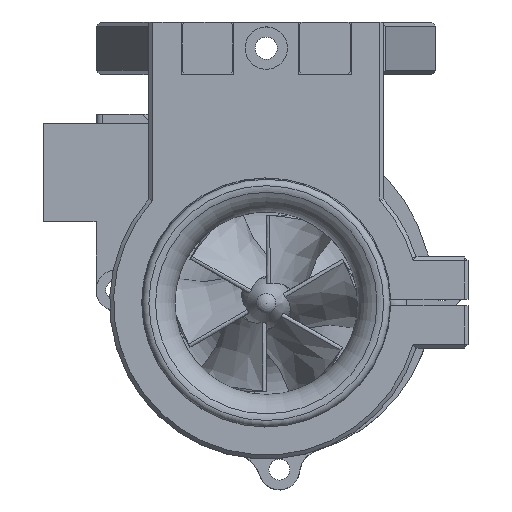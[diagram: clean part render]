
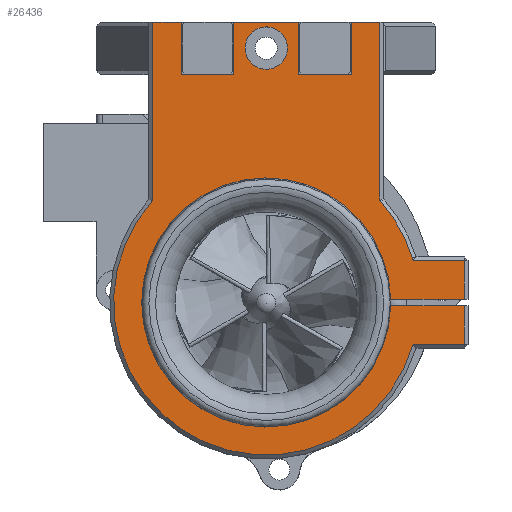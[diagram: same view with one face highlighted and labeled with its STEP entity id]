
A CAD part, top view. The second image highlights one B-rep face of the part: STEP entity #26436.
In plain terms, the highlighted planar face has unit normal (0, 0, 1).
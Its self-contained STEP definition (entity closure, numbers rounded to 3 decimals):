
#25794 = VERTEX_POINT('',#25795);
#25795 = CARTESIAN_POINT('',(-19.093,-0.5,8.));
#25801 = EDGE_CURVE('',#25794,#25802,#25804,.T.);
#25802 = VERTEX_POINT('',#25803);
#25803 = CARTESIAN_POINT('',(-30.356,-0.5,8.));
#25804 = LINE('',#25805,#25806);
#25805 = CARTESIAN_POINT('',(-19.093,-0.5,8.));
#25806 = VECTOR('',#25807,1.);
#25807 = DIRECTION('',(-1.,0.,0.));
#25861 = EDGE_CURVE('',#25794,#25862,#25864,.T.);
#25862 = VERTEX_POINT('',#25863);
#25863 = CARTESIAN_POINT('',(-19.093,0.5,8.));
#25864 = CIRCLE('',#25865,19.1);
#25865 = AXIS2_PLACEMENT_3D('',#25866,#25867,#25868);
#25866 = CARTESIAN_POINT('',(0.,0.,8.));
#25867 = DIRECTION('',(0.,0.,1.));
#25868 = DIRECTION('',(1.,0.,0.));
#25912 = EDGE_CURVE('',#25862,#25913,#25915,.T.);
#25913 = VERTEX_POINT('',#25914);
#25914 = CARTESIAN_POINT('',(-30.356,0.5,8.));
#25915 = LINE('',#25916,#25917);
#25916 = CARTESIAN_POINT('',(-19.093,0.5,8.));
#25917 = VECTOR('',#25918,1.);
#25918 = DIRECTION('',(-1.,0.,0.));
#25994 = VERTEX_POINT('',#25995);
#25995 = CARTESIAN_POINT('',(-17.4,-43.,8.));
#26001 = EDGE_CURVE('',#25994,#26002,#26004,.T.);
#26002 = VERTEX_POINT('',#26003);
#26003 = CARTESIAN_POINT('',(-13.,-43.,8.));
#26004 = LINE('',#26005,#26006);
#26005 = CARTESIAN_POINT('',(-18.,-43.,8.));
#26006 = VECTOR('',#26007,1.);
#26007 = DIRECTION('',(1.,0.,0.));
#26058 = EDGE_CURVE('',#26002,#26059,#26061,.T.);
#26059 = VERTEX_POINT('',#26060);
#26060 = CARTESIAN_POINT('',(-13.,-35.,8.));
#26061 = LINE('',#26062,#26063);
#26062 = CARTESIAN_POINT('',(-13.,-43.,8.));
#26063 = VECTOR('',#26064,1.);
#26064 = DIRECTION('',(0.,1.,0.));
#26108 = EDGE_CURVE('',#26059,#26109,#26111,.T.);
#26109 = VERTEX_POINT('',#26110);
#26110 = CARTESIAN_POINT('',(-5.,-35.,8.));
#26111 = LINE('',#26112,#26113);
#26112 = CARTESIAN_POINT('',(-13.,-35.,8.));
#26113 = VECTOR('',#26114,1.);
#26114 = DIRECTION('',(1.,0.,0.));
#26156 = VERTEX_POINT('',#26157);
#26157 = CARTESIAN_POINT('',(-5.,-43.,8.));
#26163 = EDGE_CURVE('',#26156,#26109,#26164,.T.);
#26164 = LINE('',#26165,#26166);
#26165 = CARTESIAN_POINT('',(-5.,-43.,8.));
#26166 = VECTOR('',#26167,1.);
#26167 = DIRECTION('',(0.,1.,0.));
#26190 = VERTEX_POINT('',#26191);
#26191 = CARTESIAN_POINT('',(13.,-43.,8.));
#26197 = EDGE_CURVE('',#26190,#26198,#26200,.T.);
#26198 = VERTEX_POINT('',#26199);
#26199 = CARTESIAN_POINT('',(17.4,-43.,8.));
#26200 = LINE('',#26201,#26202);
#26201 = CARTESIAN_POINT('',(13.,-43.,8.));
#26202 = VECTOR('',#26203,1.);
#26203 = DIRECTION('',(1.,0.,0.));
#26220 = EDGE_CURVE('',#26156,#26221,#26223,.T.);
#26221 = VERTEX_POINT('',#26222);
#26222 = CARTESIAN_POINT('',(5.,-43.,8.));
#26223 = LINE('',#26224,#26225);
#26224 = CARTESIAN_POINT('',(-5.,-43.,8.));
#26225 = VECTOR('',#26226,1.);
#26226 = DIRECTION('',(1.,0.,0.));
#26244 = EDGE_CURVE('',#26190,#26245,#26247,.T.);
#26245 = VERTEX_POINT('',#26246);
#26246 = CARTESIAN_POINT('',(13.,-35.,8.));
#26247 = LINE('',#26248,#26249);
#26248 = CARTESIAN_POINT('',(13.,-43.,8.));
#26249 = VECTOR('',#26250,1.);
#26250 = DIRECTION('',(0.,1.,0.));
#26268 = EDGE_CURVE('',#26221,#26269,#26271,.T.);
#26269 = VERTEX_POINT('',#26270);
#26270 = CARTESIAN_POINT('',(5.,-35.,8.));
#26271 = LINE('',#26272,#26273);
#26272 = CARTESIAN_POINT('',(5.,-43.,8.));
#26273 = VECTOR('',#26274,1.);
#26274 = DIRECTION('',(0.,1.,0.));
#26292 = EDGE_CURVE('',#26269,#26245,#26293,.T.);
#26293 = LINE('',#26294,#26295);
#26294 = CARTESIAN_POINT('',(5.,-35.,8.));
#26295 = VECTOR('',#26296,1.);
#26296 = DIRECTION('',(1.,0.,0.));
#26436 = ADVANCED_FACE('',(#26437,#26547),#26558,.F.);
#26437 = FACE_BOUND('',#26438,.F.);
#26438 = EDGE_LOOP('',(#26439,#26449,#26457,#26463,#26464,#26465,#26466,
    #26474,#26482,#26491,#26497,#26498,#26499,#26500,#26501,#26502,
    #26503,#26504,#26505,#26506,#26514,#26522,#26531,#26540));
#26439 = ORIENTED_EDGE('',*,*,#26440,.F.);
#26440 = EDGE_CURVE('',#26441,#26443,#26445,.T.);
#26441 = VERTEX_POINT('',#26442);
#26442 = CARTESIAN_POINT('',(-23.131,-6.4,8.));
#26443 = VERTEX_POINT('',#26444);
#26444 = CARTESIAN_POINT('',(-22.508,-6.4,8.));
#26445 = LINE('',#26446,#26447);
#26446 = CARTESIAN_POINT('',(-17.09,-6.4,8.));
#26447 = VECTOR('',#26448,1.);
#26448 = DIRECTION('',(1.,0.,0.));
#26449 = ORIENTED_EDGE('',*,*,#26450,.F.);
#26450 = EDGE_CURVE('',#26451,#26441,#26453,.T.);
#26451 = VERTEX_POINT('',#26452);
#26452 = CARTESIAN_POINT('',(-30.356,-6.4,8.));
#26453 = LINE('',#26454,#26455);
#26454 = CARTESIAN_POINT('',(-30.956,-6.4,8.));
#26455 = VECTOR('',#26456,1.);
#26456 = DIRECTION('',(1.,0.,0.));
#26457 = ORIENTED_EDGE('',*,*,#26458,.F.);
#26458 = EDGE_CURVE('',#25802,#26451,#26459,.T.);
#26459 = LINE('',#26460,#26461);
#26460 = CARTESIAN_POINT('',(-30.356,-0.5,8.));
#26461 = VECTOR('',#26462,1.);
#26462 = DIRECTION('',(0.,-1.,0.));
#26463 = ORIENTED_EDGE('',*,*,#25801,.F.);
#26464 = ORIENTED_EDGE('',*,*,#25861,.T.);
#26465 = ORIENTED_EDGE('',*,*,#25912,.T.);
#26466 = ORIENTED_EDGE('',*,*,#26467,.F.);
#26467 = EDGE_CURVE('',#26468,#25913,#26470,.T.);
#26468 = VERTEX_POINT('',#26469);
#26469 = CARTESIAN_POINT('',(-30.356,6.4,8.));
#26470 = LINE('',#26471,#26472);
#26471 = CARTESIAN_POINT('',(-30.356,7.,8.));
#26472 = VECTOR('',#26473,1.);
#26473 = DIRECTION('',(0.,-1.,0.));
#26474 = ORIENTED_EDGE('',*,*,#26475,.F.);
#26475 = EDGE_CURVE('',#26476,#26468,#26478,.T.);
#26476 = VERTEX_POINT('',#26477);
#26477 = CARTESIAN_POINT('',(-22.508,6.4,8.));
#26478 = LINE('',#26479,#26480);
#26479 = CARTESIAN_POINT('',(-22.956,6.4,8.));
#26480 = VECTOR('',#26481,1.);
#26481 = DIRECTION('',(-1.,0.,0.));
#26482 = ORIENTED_EDGE('',*,*,#26483,.F.);
#26483 = EDGE_CURVE('',#26484,#26476,#26486,.T.);
#26484 = VERTEX_POINT('',#26485);
#26485 = CARTESIAN_POINT('',(17.4,-15.646,8.));
#26486 = CIRCLE('',#26487,23.4);
#26487 = AXIS2_PLACEMENT_3D('',#26488,#26489,#26490);
#26488 = CARTESIAN_POINT('',(0.,0.,8.));
#26489 = DIRECTION('',(-0.,0.,1.));
#26490 = DIRECTION('',(0.75,-0.661,0.));
#26491 = ORIENTED_EDGE('',*,*,#26492,.T.);
#26492 = EDGE_CURVE('',#26484,#26198,#26493,.T.);
#26493 = LINE('',#26494,#26495);
#26494 = CARTESIAN_POINT('',(17.4,-15.875,8.));
#26495 = VECTOR('',#26496,1.);
#26496 = DIRECTION('',(0.,-1.,0.));
#26497 = ORIENTED_EDGE('',*,*,#26197,.F.);
#26498 = ORIENTED_EDGE('',*,*,#26244,.T.);
#26499 = ORIENTED_EDGE('',*,*,#26292,.F.);
#26500 = ORIENTED_EDGE('',*,*,#26268,.F.);
#26501 = ORIENTED_EDGE('',*,*,#26220,.F.);
#26502 = ORIENTED_EDGE('',*,*,#26163,.T.);
#26503 = ORIENTED_EDGE('',*,*,#26108,.F.);
#26504 = ORIENTED_EDGE('',*,*,#26058,.F.);
#26505 = ORIENTED_EDGE('',*,*,#26001,.F.);
#26506 = ORIENTED_EDGE('',*,*,#26507,.F.);
#26507 = EDGE_CURVE('',#26508,#25994,#26510,.T.);
#26508 = VERTEX_POINT('',#26509);
#26509 = CARTESIAN_POINT('',(-17.4,-16.53,8.));
#26510 = LINE('',#26511,#26512);
#26511 = CARTESIAN_POINT('',(-17.4,-15.875,8.));
#26512 = VECTOR('',#26513,1.);
#26513 = DIRECTION('',(0.,-1.,0.));
#26514 = ORIENTED_EDGE('',*,*,#26515,.T.);
#26515 = EDGE_CURVE('',#26508,#26516,#26518,.T.);
#26516 = VERTEX_POINT('',#26517);
#26517 = CARTESIAN_POINT('',(-17.4,-15.646,8.));
#26518 = LINE('',#26519,#26520);
#26519 = CARTESIAN_POINT('',(-17.4,-12.832,8.));
#26520 = VECTOR('',#26521,1.);
#26521 = DIRECTION('',(0.,1.,0.));
#26522 = ORIENTED_EDGE('',*,*,#26523,.F.);
#26523 = EDGE_CURVE('',#26524,#26516,#26526,.T.);
#26524 = VERTEX_POINT('',#26525);
#26525 = CARTESIAN_POINT('',(-17.55,-15.478,8.));
#26526 = CIRCLE('',#26527,23.4);
#26527 = AXIS2_PLACEMENT_3D('',#26528,#26529,#26530);
#26528 = CARTESIAN_POINT('',(0.,0.,8.));
#26529 = DIRECTION('',(0.,0.,1.));
#26530 = DIRECTION('',(-0.75,-0.661,0.));
#26531 = ORIENTED_EDGE('',*,*,#26532,.F.);
#26532 = EDGE_CURVE('',#26533,#26524,#26535,.T.);
#26533 = VERTEX_POINT('',#26534);
#26534 = CARTESIAN_POINT('',(-22.383,-6.825,8.));
#26535 = CIRCLE('',#26536,23.4);
#26536 = AXIS2_PLACEMENT_3D('',#26537,#26538,#26539);
#26537 = CARTESIAN_POINT('',(0.,0.,8.));
#26538 = DIRECTION('',(0.,0.,1.));
#26539 = DIRECTION('',(-0.957,-0.292,0.));
#26540 = ORIENTED_EDGE('',*,*,#26541,.F.);
#26541 = EDGE_CURVE('',#26443,#26533,#26542,.T.);
#26542 = CIRCLE('',#26543,23.4);
#26543 = AXIS2_PLACEMENT_3D('',#26544,#26545,#26546);
#26544 = CARTESIAN_POINT('',(0.,0.,8.));
#26545 = DIRECTION('',(0.,0.,1.));
#26546 = DIRECTION('',(-0.964,-0.267,0.));
#26547 = FACE_BOUND('',#26548,.F.);
#26548 = EDGE_LOOP('',(#26549));
#26549 = ORIENTED_EDGE('',*,*,#26550,.T.);
#26550 = EDGE_CURVE('',#26551,#26551,#26553,.T.);
#26551 = VERTEX_POINT('',#26552);
#26552 = CARTESIAN_POINT('',(3.25,-39.,8.));
#26553 = CIRCLE('',#26554,3.25);
#26554 = AXIS2_PLACEMENT_3D('',#26555,#26556,#26557);
#26555 = CARTESIAN_POINT('',(0.,-39.,8.));
#26556 = DIRECTION('',(0.,0.,1.));
#26557 = DIRECTION('',(1.,0.,0.));
#26558 = PLANE('',#26559);
#26559 = AXIS2_PLACEMENT_3D('',#26560,#26561,#26562);
#26560 = CARTESIAN_POINT('',(-3.224,-9.789,8.));
#26561 = DIRECTION('',(-0.,-0.,-1.));
#26562 = DIRECTION('',(-1.,0.,0.));
